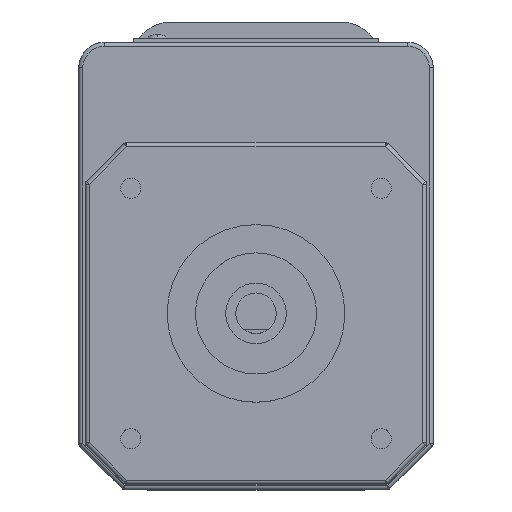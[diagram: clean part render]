
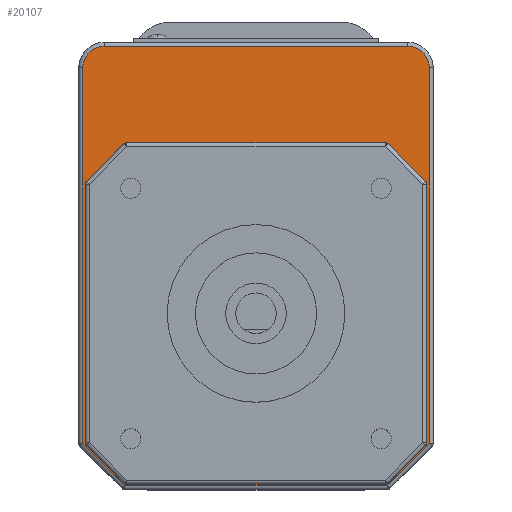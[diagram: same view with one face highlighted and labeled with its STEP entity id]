
A CAD part, top view. The second image highlights one B-rep face of the part: STEP entity #20107.
In plain terms, the highlighted planar face has unit normal (0, 0, 1).
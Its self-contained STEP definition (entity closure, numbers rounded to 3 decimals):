
#245 = LINE ( 'NONE', #10827, #16201 ) ;
#489 = AXIS2_PLACEMENT_3D ( 'NONE', #3691, #13331, #5172 ) ;
#505 = VERTEX_POINT ( 'NONE', #20691 ) ;
#545 = CARTESIAN_POINT ( 'NONE',  ( -0.115, -0.207, 0. ) ) ;
#665 = LINE ( 'NONE', #1296, #17584 ) ;
#690 = ORIENTED_EDGE ( 'NONE', *, *, #20611, .F. ) ;
#693 = EDGE_CURVE ( 'NONE', #2321, #4897, #817, .T. ) ;
#780 = AXIS2_PLACEMENT_3D ( 'NONE', #5973, #9288, #7533 ) ;
#817 = CIRCLE ( 'NONE', #12816, 25.373 ) ;
#1296 = CARTESIAN_POINT ( 'NONE',  ( 21.596, -15.881, 0. ) ) ;
#1307 = LINE ( 'NONE', #13557, #10417 ) ;
#1309 = CARTESIAN_POINT ( 'NONE',  ( 16.44, -21.245, 0. ) ) ;
#1698 = CARTESIAN_POINT ( 'NONE',  ( -15.649, 19.855, 0. ) ) ;
#1842 = DIRECTION ( 'NONE',  ( -1., 0., 0. ) ) ;
#2149 = CARTESIAN_POINT ( 'NONE',  ( -16.233, -21.245, 0. ) ) ;
#2321 = VERTEX_POINT ( 'NONE', #1698 ) ;
#2336 = CARTESIAN_POINT ( 'NONE',  ( -15.649, -20.045, 0. ) ) ;
#2451 = EDGE_LOOP ( 'NONE', ( #9030, #11682, #15679, #15051, #4336, #16236, #6628, #15101 ) ) ;
#2626 = ORIENTED_EDGE ( 'NONE', *, *, #20792, .F. ) ;
#2776 = EDGE_CURVE ( 'NONE', #4771, #9467, #4477, .T. ) ;
#3011 = DIRECTION ( 'NONE',  ( 1., 0., 0. ) ) ;
#3076 = VERTEX_POINT ( 'NONE', #8576 ) ;
#3325 = DIRECTION ( 'NONE',  ( 1., 0., 0. ) ) ;
#3432 = DIRECTION ( 'NONE',  ( -1., 0., 0. ) ) ;
#3689 = CIRCLE ( 'NONE', #18104, 25.373 ) ;
#3691 = CARTESIAN_POINT ( 'NONE',  ( 0., 0., 0. ) ) ;
#3806 = CARTESIAN_POINT ( 'NONE',  ( 19.95, -15.806, 0. ) ) ;
#4306 = VERTEX_POINT ( 'NONE', #20198 ) ;
#4336 = ORIENTED_EDGE ( 'NONE', *, *, #19533, .T. ) ;
#4477 = LINE ( 'NONE', #6159, #18634 ) ;
#4488 = DIRECTION ( 'NONE',  ( 0., 1., 0. ) ) ;
#4684 = EDGE_LOOP ( 'NONE', ( #14281, #8377, #9339, #16531, #11807, #7915, #690, #2626 ) ) ;
#4771 = VERTEX_POINT ( 'NONE', #17015 ) ;
#4882 = DIRECTION ( 'NONE',  ( 0., 0., 1. ) ) ;
#4897 = VERTEX_POINT ( 'NONE', #13995 ) ;
#5105 = EDGE_CURVE ( 'NONE', #4306, #17274, #6389, .T. ) ;
#5172 = DIRECTION ( 'NONE',  ( -1., 0., 0. ) ) ;
#5461 = CARTESIAN_POINT ( 'NONE',  ( -21.45, -16.235, 0. ) ) ;
#5499 = EDGE_CURVE ( 'NONE', #4897, #4306, #1307, .T. ) ;
#5531 = EDGE_CURVE ( 'NONE', #7226, #10209, #245, .T. ) ;
#5882 = DIRECTION ( 'NONE',  ( 0., -1., 0. ) ) ;
#5973 = CARTESIAN_POINT ( 'NONE',  ( -18.79, 30.486, 0. ) ) ;
#6140 = CARTESIAN_POINT ( 'NONE',  ( 15.649, 19.855, 0. ) ) ;
#6159 = CARTESIAN_POINT ( 'NONE',  ( -16.086, -21.391, 0. ) ) ;
#6341 = LINE ( 'NONE', #13131, #13941 ) ;
#6389 = CIRCLE ( 'NONE', #12717, 25.373 ) ;
#6467 = CARTESIAN_POINT ( 'NONE',  ( 15.649, -20.045, 0. ) ) ;
#6499 = DIRECTION ( 'NONE',  ( 0., 0., 1. ) ) ;
#6628 = ORIENTED_EDGE ( 'NONE', *, *, #5531, .T. ) ;
#6823 = DIRECTION ( 'NONE',  ( 0., 1., 0. ) ) ;
#7130 = DIRECTION ( 'NONE',  ( 0., 0., 1. ) ) ;
#7211 = EDGE_CURVE ( 'NONE', #9931, #20010, #665, .T. ) ;
#7226 = VERTEX_POINT ( 'NONE', #10828 ) ;
#7533 = DIRECTION ( 'NONE',  ( -1., 0., 0. ) ) ;
#7721 = CARTESIAN_POINT ( 'NONE',  ( -21.45, 30.486, 0. ) ) ;
#7775 = DIRECTION ( 'NONE',  ( 0.707, -0.707, 0. ) ) ;
#7915 = ORIENTED_EDGE ( 'NONE', *, *, #12968, .F. ) ;
#8377 = ORIENTED_EDGE ( 'NONE', *, *, #5499, .F. ) ;
#8417 = VERTEX_POINT ( 'NONE', #6467 ) ;
#8496 = PLANE ( 'NONE',  #489 ) ;
#8556 = VECTOR ( 'NONE', #4488, 1000. ) ;
#8576 = CARTESIAN_POINT ( 'NONE',  ( 21.45, 30.486, 0. ) ) ;
#8687 = DIRECTION ( 'NONE',  ( 1., 0., 0. ) ) ;
#8803 = LINE ( 'NONE', #14108, #8556 ) ;
#9030 = ORIENTED_EDGE ( 'NONE', *, *, #11354, .T. ) ;
#9078 = EDGE_CURVE ( 'NONE', #10209, #9222, #12800, .T. ) ;
#9222 = VERTEX_POINT ( 'NONE', #7721 ) ;
#9288 = DIRECTION ( 'NONE',  ( 0., 0., 1. ) ) ;
#9339 = ORIENTED_EDGE ( 'NONE', *, *, #693, .F. ) ;
#9467 = VERTEX_POINT ( 'NONE', #2149 ) ;
#9639 = DIRECTION ( 'NONE',  ( -1., 0., 0. ) ) ;
#9931 = VERTEX_POINT ( 'NONE', #18163 ) ;
#10209 = VERTEX_POINT ( 'NONE', #18934 ) ;
#10335 = DIRECTION ( 'NONE',  ( 0., -1., 0. ) ) ;
#10417 = VECTOR ( 'NONE', #5882, 1000. ) ;
#10827 = CARTESIAN_POINT ( 'NONE',  ( -18.79, 33.146, 0. ) ) ;
#10828 = CARTESIAN_POINT ( 'NONE',  ( 18.79, 33.146, 0. ) ) ;
#11354 = EDGE_CURVE ( 'NONE', #9222, #4771, #18583, .T. ) ;
#11502 = CARTESIAN_POINT ( 'NONE',  ( 0.115, 0.017, 0. ) ) ;
#11518 = VERTEX_POINT ( 'NONE', #6140 ) ;
#11682 = ORIENTED_EDGE ( 'NONE', *, *, #2776, .T. ) ;
#11807 = ORIENTED_EDGE ( 'NONE', *, *, #18439, .F. ) ;
#12099 = FACE_OUTER_BOUND ( 'NONE', #2451, .T. ) ;
#12218 = EDGE_CURVE ( 'NONE', #11518, #2321, #6341, .T. ) ;
#12569 = LINE ( 'NONE', #2336, #16849 ) ;
#12717 = AXIS2_PLACEMENT_3D ( 'NONE', #17905, #4882, #9639 ) ;
#12749 = VECTOR ( 'NONE', #3011, 1000. ) ;
#12800 = CIRCLE ( 'NONE', #780, 2.66 ) ;
#12816 = AXIS2_PLACEMENT_3D ( 'NONE', #545, #7130, #19833 ) ;
#12922 = DIRECTION ( 'NONE',  ( -1., 0., 0. ) ) ;
#12968 = EDGE_CURVE ( 'NONE', #16122, #505, #8803, .T. ) ;
#13131 = CARTESIAN_POINT ( 'NONE',  ( 15.649, 19.855, 0. ) ) ;
#13331 = DIRECTION ( 'NONE',  ( 0., 0., -1. ) ) ;
#13557 = CARTESIAN_POINT ( 'NONE',  ( -19.95, -15.806, 0. ) ) ;
#13650 = EDGE_CURVE ( 'NONE', #9467, #9931, #18034, .T. ) ;
#13941 = VECTOR ( 'NONE', #3432, 1000. ) ;
#13995 = CARTESIAN_POINT ( 'NONE',  ( -19.95, 15.616, 0. ) ) ;
#14108 = CARTESIAN_POINT ( 'NONE',  ( 19.95, -15.806, 0. ) ) ;
#14281 = ORIENTED_EDGE ( 'NONE', *, *, #5105, .F. ) ;
#14306 = CARTESIAN_POINT ( 'NONE',  ( 21.45, -16.028, 0. ) ) ;
#14333 = DIRECTION ( 'NONE',  ( 0., 0., 1. ) ) ;
#14411 = AXIS2_PLACEMENT_3D ( 'NONE', #15009, #19794, #1842 ) ;
#14581 = CIRCLE ( 'NONE', #14411, 2.66 ) ;
#14746 = CARTESIAN_POINT ( 'NONE',  ( 21.45, 30.486, 0. ) ) ;
#15009 = CARTESIAN_POINT ( 'NONE',  ( 18.79, 30.486, 0. ) ) ;
#15051 = ORIENTED_EDGE ( 'NONE', *, *, #7211, .T. ) ;
#15101 = ORIENTED_EDGE ( 'NONE', *, *, #9078, .T. ) ;
#15234 = LINE ( 'NONE', #14746, #18505 ) ;
#15679 = ORIENTED_EDGE ( 'NONE', *, *, #13650, .T. ) ;
#15849 = DIRECTION ( 'NONE',  ( 0.707, 0.707, 0. ) ) ;
#16122 = VERTEX_POINT ( 'NONE', #3806 ) ;
#16201 = VECTOR ( 'NONE', #18743, 1000. ) ;
#16236 = ORIENTED_EDGE ( 'NONE', *, *, #18146, .T. ) ;
#16531 = ORIENTED_EDGE ( 'NONE', *, *, #12218, .F. ) ;
#16554 = AXIS2_PLACEMENT_3D ( 'NONE', #20875, #14333, #12922 ) ;
#16755 = CARTESIAN_POINT ( 'NONE',  ( -15.649, -20.045, 0. ) ) ;
#16849 = VECTOR ( 'NONE', #8687, 1000. ) ;
#17015 = CARTESIAN_POINT ( 'NONE',  ( -21.45, -16.028, 0. ) ) ;
#17274 = VERTEX_POINT ( 'NONE', #16755 ) ;
#17584 = VECTOR ( 'NONE', #15849, 1000. ) ;
#17905 = CARTESIAN_POINT ( 'NONE',  ( -0.115, 0.017, 0. ) ) ;
#18034 = LINE ( 'NONE', #1309, #12749 ) ;
#18101 = CIRCLE ( 'NONE', #16554, 25.373 ) ;
#18104 = AXIS2_PLACEMENT_3D ( 'NONE', #11502, #6499, #3325 ) ;
#18146 = EDGE_CURVE ( 'NONE', #3076, #7226, #14581, .T. ) ;
#18163 = CARTESIAN_POINT ( 'NONE',  ( 16.233, -21.245, 0. ) ) ;
#18406 = FACE_BOUND ( 'NONE', #4684, .T. ) ;
#18439 = EDGE_CURVE ( 'NONE', #505, #11518, #18101, .T. ) ;
#18505 = VECTOR ( 'NONE', #6823, 1000. ) ;
#18583 = LINE ( 'NONE', #5461, #19823 ) ;
#18634 = VECTOR ( 'NONE', #7775, 1000. ) ;
#18743 = DIRECTION ( 'NONE',  ( -1., 0., 0. ) ) ;
#18934 = CARTESIAN_POINT ( 'NONE',  ( -18.79, 33.146, 0. ) ) ;
#19533 = EDGE_CURVE ( 'NONE', #20010, #3076, #15234, .T. ) ;
#19794 = DIRECTION ( 'NONE',  ( 0., 0., 1. ) ) ;
#19823 = VECTOR ( 'NONE', #10335, 1000. ) ;
#19833 = DIRECTION ( 'NONE',  ( 1., 0., 0. ) ) ;
#20010 = VERTEX_POINT ( 'NONE', #14306 ) ;
#20107 = ADVANCED_FACE ( 'NONE', ( #12099, #18406 ), #8496, .F. ) ;
#20198 = CARTESIAN_POINT ( 'NONE',  ( -19.95, -15.806, 0. ) ) ;
#20611 = EDGE_CURVE ( 'NONE', #8417, #16122, #3689, .T. ) ;
#20691 = CARTESIAN_POINT ( 'NONE',  ( 19.95, 15.616, 0. ) ) ;
#20792 = EDGE_CURVE ( 'NONE', #17274, #8417, #12569, .T. ) ;
#20875 = CARTESIAN_POINT ( 'NONE',  ( 0.115, -0.207, 0. ) ) ;
